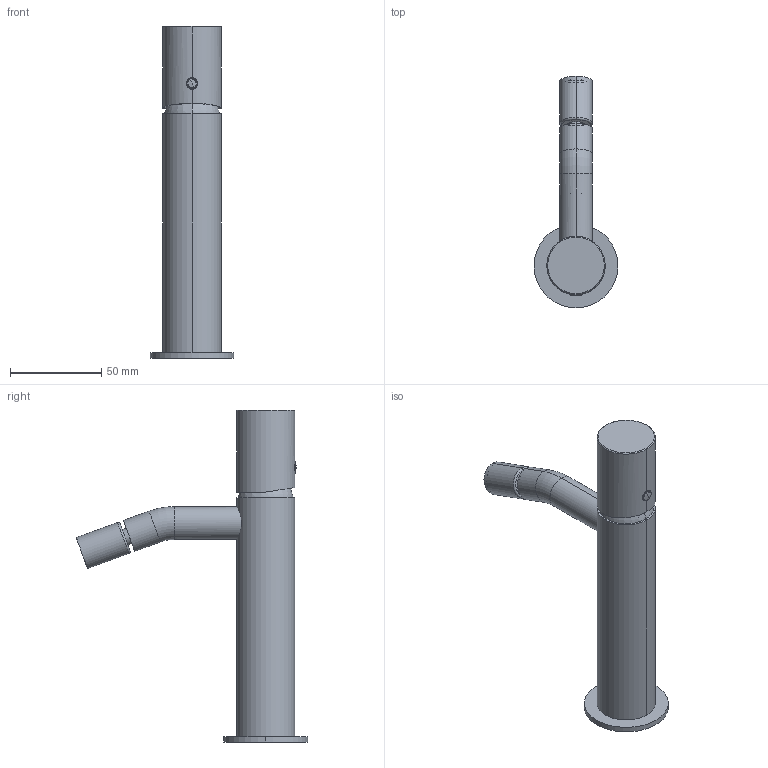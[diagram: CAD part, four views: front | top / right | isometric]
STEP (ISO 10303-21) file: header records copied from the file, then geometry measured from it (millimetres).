
FILE_DESCRIPTION(('CATIA V5 STEP Exchange','CAx-IF Rec.Pracs.--- Model Styling and Organization---1.5--- 2016-08-15','CAx-IF Rec.Pracs.---Supplemental Geometry---1.0---2011-11-01','CAx-IF Rec.Pracs.--- Composite Materials ---3.4---2017-06-13','CAx-IF Rec.Pracs.---Tessellated 3D Geometry---1.0---2015-12-17'),'2;1');
FILE_NAME('X3 00056.stp','2022-09-12T15:29:07+00:00',('none'),('none'),'CATIA Version 5-6 Release 2020 SP2','CATIA V5 STEP AP242 v2','none');
FILE_SCHEMA(('AP242_MANAGED_MODEL_BASED_3D_ENGINEERING_MIM_LF {1 0 10303 442 1 1 4}'));
Length unit declared in the file: millimetre
Products named in the file (12): PR.0484.32; PR9C294; P47408; P46863; P47329; P43070; PR9C435; P47333; PR9C154; P9C158; P50533; P46958
Assembly tree (11 placements, depth 3):
  PR.0484.32
    PR9C294
      P47408
    P46863
    P47329
    P43070
    PR9C435
      P47333
    PR9C154
    P9C158
    P50533
    P46958
Bounding box: 46 x 126.84 x 182 mm (x, y, z)
Volume: 103045.7 mm3; surface area: 48946.7 mm2
Topology: 12 solids, 2366 shells, 2797 faces, 13500 edges, 13085 vertices
Faces by surface type: plane 1791, cylinder 657, bspline 180, cone 91, torus 70, sphere 6, revolution 2
Entity records: 153714 total; most frequent: CARTESIAN_POINT 57814, ORIENTED_EDGE 14342, EDGE_CURVE 13482, VERTEX_POINT 13085, DIRECTION 12640, VECTOR 6717, LINE 6717, B_SPLINE_CURVE_WITH_KNOTS 5610
